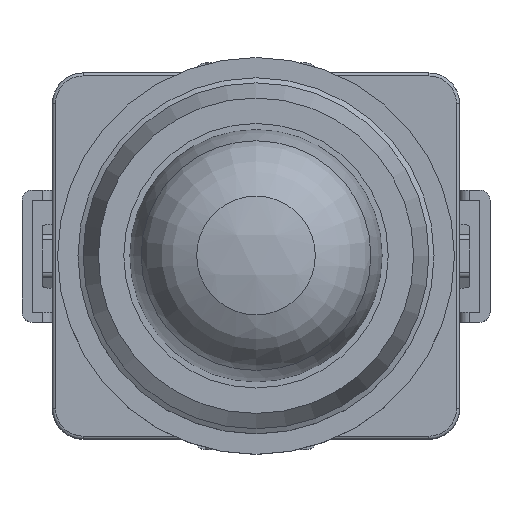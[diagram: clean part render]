
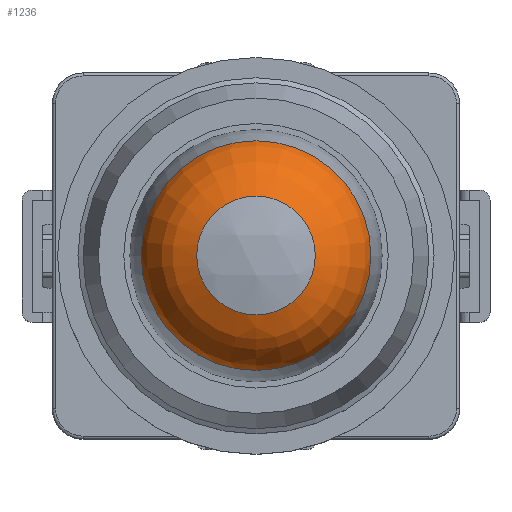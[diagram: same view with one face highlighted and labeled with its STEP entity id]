
A CAD part, top view. The second image highlights one B-rep face of the part: STEP entity #1236.
In plain terms, the highlighted toroidal (fillet/blend) face has major radius 3.612 mm and minor radius 8 mm.
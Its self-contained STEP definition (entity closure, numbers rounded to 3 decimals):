
#1224 = EDGE_LOOP ( 'NONE', ( #9074 ) ) ;
#1236 = ADVANCED_FACE ( 'NONE', ( #6771, #10312 ), #7658, .T. ) ;
#1291 = EDGE_CURVE ( 'NONE', #6129, #6129, #7116, .T. ) ;
#1498 = DIRECTION ( 'NONE',  ( 0., 0., 1. ) ) ;
#2125 = AXIS2_PLACEMENT_3D ( 'NONE', #7816, #3282, #6815 ) ;
#3211 = DIRECTION ( 'NONE',  ( 0., -1., 0. ) ) ;
#3282 = DIRECTION ( 'NONE',  ( 0., 0., -1. ) ) ;
#3640 = AXIS2_PLACEMENT_3D ( 'NONE', #7617, #11165, #3211 ) ;
#4494 = VERTEX_POINT ( 'NONE', #8038 ) ;
#5022 = DIRECTION ( 'NONE',  ( 0., -1., 0. ) ) ;
#5448 = EDGE_CURVE ( 'NONE', #4494, #4494, #8632, .T. ) ;
#6129 = VERTEX_POINT ( 'NONE', #9664 ) ;
#6191 = AXIS2_PLACEMENT_3D ( 'NONE', #9439, #1498, #5022 ) ;
#6771 = FACE_OUTER_BOUND ( 'NONE', #7868, .T. ) ;
#6815 = DIRECTION ( 'NONE',  ( -1., 0., 0. ) ) ;
#7116 = CIRCLE ( 'NONE', #2125, 11.288 ) ;
#7617 = CARTESIAN_POINT ( 'NONE',  ( 0., 0., 41.173 ) ) ;
#7658 = TOROIDAL_SURFACE ( 'NONE', #6191, 3.612, 8. ) ;
#7816 = CARTESIAN_POINT ( 'NONE',  ( 0., 0., 35.74 ) ) ;
#7868 = EDGE_LOOP ( 'NONE', ( #8294 ) ) ;
#8038 = CARTESIAN_POINT ( 'NONE',  ( 0., -5.834, 41.173 ) ) ;
#8294 = ORIENTED_EDGE ( 'NONE', *, *, #5448, .T. ) ;
#8632 = CIRCLE ( 'NONE', #3640, 5.834 ) ;
#9074 = ORIENTED_EDGE ( 'NONE', *, *, #1291, .F. ) ;
#9439 = CARTESIAN_POINT ( 'NONE',  ( 0., 0., 33.488 ) ) ;
#9664 = CARTESIAN_POINT ( 'NONE',  ( -11.288, 0., 35.74 ) ) ;
#10312 = FACE_OUTER_BOUND ( 'NONE', #1224, .T. ) ;
#11165 = DIRECTION ( 'NONE',  ( 0., 0., -1. ) ) ;
